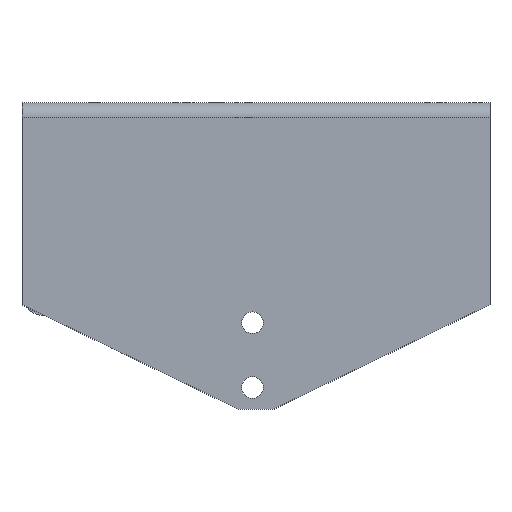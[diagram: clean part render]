
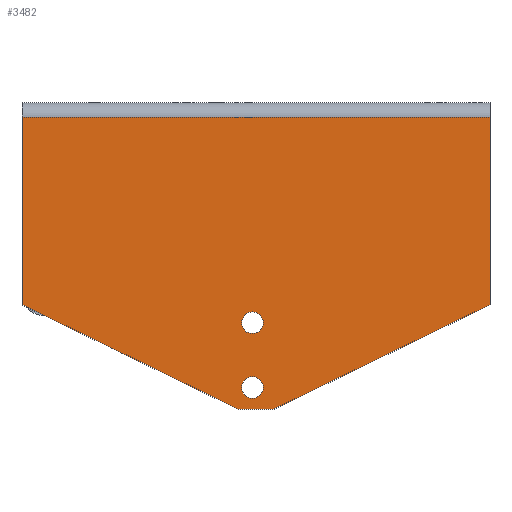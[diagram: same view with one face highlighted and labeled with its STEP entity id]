
A CAD part, front view. The second image highlights one B-rep face of the part: STEP entity #3482.
In plain terms, the highlighted planar face has unit normal (0, -1, 0).
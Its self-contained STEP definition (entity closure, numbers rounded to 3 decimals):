
#2681 = CYLINDRICAL_SURFACE('',#2682,4.);
#2682 = AXIS2_PLACEMENT_3D('',#2683,#2684,#2685);
#2683 = CARTESIAN_POINT('',(0.,85.,-1.));
#2684 = DIRECTION('',(1.,0.,0.));
#2685 = DIRECTION('',(0.,0.,1.));
#2831 = VERTEX_POINT('',#2832);
#2832 = CARTESIAN_POINT('',(0.,81.,-1.));
#2845 = PLANE('',#2846);
#2846 = AXIS2_PLACEMENT_3D('',#2847,#2848,#2849);
#2847 = CARTESIAN_POINT('',(0.,84.,1.927));
#2848 = DIRECTION('',(1.,0.,0.));
#2849 = DIRECTION('',(0.,0.,-1.));
#2922 = PLANE('',#2923);
#2923 = AXIS2_PLACEMENT_3D('',#2924,#2925,#2926);
#2924 = CARTESIAN_POINT('',(0.,84.,-53.073));
#2925 = DIRECTION('',(0.435,0.,0.9));
#2926 = DIRECTION('',(0.9,0.,-0.435)
  );
#2950 = PLANE('',#2951);
#2951 = AXIS2_PLACEMENT_3D('',#2952,#2953,#2954);
#2952 = CARTESIAN_POINT('',(60.,84.,-82.073));
#2953 = DIRECTION('',(0.,0.,1.));
#2954 = DIRECTION('',(1.,0.,0.));
#2978 = PLANE('',#2979);
#2979 = AXIS2_PLACEMENT_3D('',#2980,#2981,#2982);
#2980 = CARTESIAN_POINT('',(70.,84.,-82.073));
#2981 = DIRECTION('',(-0.435,0.,0.9)
  );
#2982 = DIRECTION('',(0.9,0.,0.435));
#3004 = PLANE('',#3005);
#3005 = AXIS2_PLACEMENT_3D('',#3006,#3007,#3008);
#3006 = CARTESIAN_POINT('',(130.,84.,-53.073));
#3007 = DIRECTION('',(-1.,0.,0.));
#3008 = DIRECTION('',(0.,0.,1.));
#3035 = CYLINDRICAL_SURFACE('',#3036,3.);
#3036 = AXIS2_PLACEMENT_3D('',#3037,#3038,#3039);
#3037 = CARTESIAN_POINT('',(64.,84.,-76.073));
#3038 = DIRECTION('',(-0.,1.,0.));
#3039 = DIRECTION('',(1.,0.,0.));
#3066 = CYLINDRICAL_SURFACE('',#3067,3.);
#3067 = AXIS2_PLACEMENT_3D('',#3068,#3069,#3070);
#3068 = CARTESIAN_POINT('',(64.,84.,-58.073));
#3069 = DIRECTION('',(-0.,1.,0.));
#3070 = DIRECTION('',(1.,0.,0.));
#3084 = VERTEX_POINT('',#3085);
#3085 = CARTESIAN_POINT('',(130.,81.,-1.));
#3131 = EDGE_CURVE('',#3084,#2831,#3132,.T.);
#3132 = SURFACE_CURVE('',#3133,(#3137,#3144),.PCURVE_S1.);
#3133 = LINE('',#3134,#3135);
#3134 = CARTESIAN_POINT('',(0.,81.,-1.));
#3135 = VECTOR('',#3136,1.);
#3136 = DIRECTION('',(-1.,-0.,-0.));
#3137 = PCURVE('',#2681,#3138);
#3138 = DEFINITIONAL_REPRESENTATION('',(#3139),#3143);
#3139 = LINE('',#3140,#3141);
#3140 = CARTESIAN_POINT('',(1.571,0.));
#3141 = VECTOR('',#3142,1.);
#3142 = DIRECTION('',(0.,-1.));
#3143 = ( GEOMETRIC_REPRESENTATION_CONTEXT(2) 
PARAMETRIC_REPRESENTATION_CONTEXT() REPRESENTATION_CONTEXT('2D SPACE',''
  ) );
#3144 = PCURVE('',#3145,#3150);
#3145 = PLANE('',#3146);
#3146 = AXIS2_PLACEMENT_3D('',#3147,#3148,#3149);
#3147 = CARTESIAN_POINT('',(62.23,81.,50.437));
#3148 = DIRECTION('',(0.,-1.,0.));
#3149 = DIRECTION('',(1.,0.,0.));
#3150 = DEFINITIONAL_REPRESENTATION('',(#3151),#3155);
#3151 = LINE('',#3152,#3153);
#3152 = CARTESIAN_POINT('',(-62.23,-51.437));
#3153 = VECTOR('',#3154,1.);
#3154 = DIRECTION('',(-1.,0.));
#3155 = ( GEOMETRIC_REPRESENTATION_CONTEXT(2) 
PARAMETRIC_REPRESENTATION_CONTEXT() REPRESENTATION_CONTEXT('2D SPACE',''
  ) );
#3165 = EDGE_CURVE('',#2831,#3166,#3168,.T.);
#3166 = VERTEX_POINT('',#3167);
#3167 = CARTESIAN_POINT('',(0.,81.,-53.073));
#3168 = SURFACE_CURVE('',#3169,(#3173,#3180),.PCURVE_S1.);
#3169 = LINE('',#3170,#3171);
#3170 = CARTESIAN_POINT('',(0.,81.,1.927));
#3171 = VECTOR('',#3172,1.);
#3172 = DIRECTION('',(0.,0.,-1.));
#3173 = PCURVE('',#2845,#3174);
#3174 = DEFINITIONAL_REPRESENTATION('',(#3175),#3179);
#3175 = LINE('',#3176,#3177);
#3176 = CARTESIAN_POINT('',(0.,-3.));
#3177 = VECTOR('',#3178,1.);
#3178 = DIRECTION('',(1.,0.));
#3179 = ( GEOMETRIC_REPRESENTATION_CONTEXT(2) 
PARAMETRIC_REPRESENTATION_CONTEXT() REPRESENTATION_CONTEXT('2D SPACE',''
  ) );
#3180 = PCURVE('',#3145,#3181);
#3181 = DEFINITIONAL_REPRESENTATION('',(#3182),#3186);
#3182 = LINE('',#3183,#3184);
#3183 = CARTESIAN_POINT('',(-62.23,-48.51));
#3184 = VECTOR('',#3185,1.);
#3185 = DIRECTION('',(0.,-1.));
#3186 = ( GEOMETRIC_REPRESENTATION_CONTEXT(2) 
PARAMETRIC_REPRESENTATION_CONTEXT() REPRESENTATION_CONTEXT('2D SPACE',''
  ) );
#3214 = VERTEX_POINT('',#3215);
#3215 = CARTESIAN_POINT('',(130.,81.,-53.073));
#3236 = EDGE_CURVE('',#3214,#3084,#3237,.T.);
#3237 = SURFACE_CURVE('',#3238,(#3242,#3249),.PCURVE_S1.);
#3238 = LINE('',#3239,#3240);
#3239 = CARTESIAN_POINT('',(130.,81.,-53.073));
#3240 = VECTOR('',#3241,1.);
#3241 = DIRECTION('',(0.,0.,1.));
#3242 = PCURVE('',#3004,#3243);
#3243 = DEFINITIONAL_REPRESENTATION('',(#3244),#3248);
#3244 = LINE('',#3245,#3246);
#3245 = CARTESIAN_POINT('',(0.,-3.));
#3246 = VECTOR('',#3247,1.);
#3247 = DIRECTION('',(1.,0.));
#3248 = ( GEOMETRIC_REPRESENTATION_CONTEXT(2) 
PARAMETRIC_REPRESENTATION_CONTEXT() REPRESENTATION_CONTEXT('2D SPACE',''
  ) );
#3249 = PCURVE('',#3145,#3250);
#3250 = DEFINITIONAL_REPRESENTATION('',(#3251),#3255);
#3251 = LINE('',#3252,#3253);
#3252 = CARTESIAN_POINT('',(67.77,-103.51));
#3253 = VECTOR('',#3254,1.);
#3254 = DIRECTION('',(0.,1.));
#3255 = ( GEOMETRIC_REPRESENTATION_CONTEXT(2) 
PARAMETRIC_REPRESENTATION_CONTEXT() REPRESENTATION_CONTEXT('2D SPACE',''
  ) );
#3262 = VERTEX_POINT('',#3263);
#3263 = CARTESIAN_POINT('',(70.,81.,-82.073));
#3284 = EDGE_CURVE('',#3262,#3214,#3285,.T.);
#3285 = SURFACE_CURVE('',#3286,(#3290,#3297),.PCURVE_S1.);
#3286 = LINE('',#3287,#3288);
#3287 = CARTESIAN_POINT('',(70.,81.,-82.073));
#3288 = VECTOR('',#3289,1.);
#3289 = DIRECTION('',(0.9,0.,0.435));
#3290 = PCURVE('',#2978,#3291);
#3291 = DEFINITIONAL_REPRESENTATION('',(#3292),#3296);
#3292 = LINE('',#3293,#3294);
#3293 = CARTESIAN_POINT('',(0.,-3.));
#3294 = VECTOR('',#3295,1.);
#3295 = DIRECTION('',(1.,0.));
#3296 = ( GEOMETRIC_REPRESENTATION_CONTEXT(2) 
PARAMETRIC_REPRESENTATION_CONTEXT() REPRESENTATION_CONTEXT('2D SPACE',''
  ) );
#3297 = PCURVE('',#3145,#3298);
#3298 = DEFINITIONAL_REPRESENTATION('',(#3299),#3303);
#3299 = LINE('',#3300,#3301);
#3300 = CARTESIAN_POINT('',(7.77,-132.51));
#3301 = VECTOR('',#3302,1.);
#3302 = DIRECTION('',(0.9,0.435));
#3303 = ( GEOMETRIC_REPRESENTATION_CONTEXT(2) 
PARAMETRIC_REPRESENTATION_CONTEXT() REPRESENTATION_CONTEXT('2D SPACE',''
  ) );
#3311 = VERTEX_POINT('',#3312);
#3312 = CARTESIAN_POINT('',(60.,81.,-82.073));
#3333 = EDGE_CURVE('',#3311,#3262,#3334,.T.);
#3334 = SURFACE_CURVE('',#3335,(#3339,#3346),.PCURVE_S1.);
#3335 = LINE('',#3336,#3337);
#3336 = CARTESIAN_POINT('',(60.,81.,-82.073));
#3337 = VECTOR('',#3338,1.);
#3338 = DIRECTION('',(1.,0.,0.));
#3339 = PCURVE('',#2950,#3340);
#3340 = DEFINITIONAL_REPRESENTATION('',(#3341),#3345);
#3341 = LINE('',#3342,#3343);
#3342 = CARTESIAN_POINT('',(0.,-3.));
#3343 = VECTOR('',#3344,1.);
#3344 = DIRECTION('',(1.,0.));
#3345 = ( GEOMETRIC_REPRESENTATION_CONTEXT(2) 
PARAMETRIC_REPRESENTATION_CONTEXT() REPRESENTATION_CONTEXT('2D SPACE',''
  ) );
#3346 = PCURVE('',#3145,#3347);
#3347 = DEFINITIONAL_REPRESENTATION('',(#3348),#3352);
#3348 = LINE('',#3349,#3350);
#3349 = CARTESIAN_POINT('',(-2.23,-132.51));
#3350 = VECTOR('',#3351,1.);
#3351 = DIRECTION('',(1.,0.));
#3352 = ( GEOMETRIC_REPRESENTATION_CONTEXT(2) 
PARAMETRIC_REPRESENTATION_CONTEXT() REPRESENTATION_CONTEXT('2D SPACE',''
  ) );
#3360 = EDGE_CURVE('',#3166,#3311,#3361,.T.);
#3361 = SURFACE_CURVE('',#3362,(#3366,#3373),.PCURVE_S1.);
#3362 = LINE('',#3363,#3364);
#3363 = CARTESIAN_POINT('',(0.,81.,-53.073));
#3364 = VECTOR('',#3365,1.);
#3365 = DIRECTION('',(0.9,0.,-0.435)
  );
#3366 = PCURVE('',#2922,#3367);
#3367 = DEFINITIONAL_REPRESENTATION('',(#3368),#3372);
#3368 = LINE('',#3369,#3370);
#3369 = CARTESIAN_POINT('',(0.,-3.));
#3370 = VECTOR('',#3371,1.);
#3371 = DIRECTION('',(1.,0.));
#3372 = ( GEOMETRIC_REPRESENTATION_CONTEXT(2) 
PARAMETRIC_REPRESENTATION_CONTEXT() REPRESENTATION_CONTEXT('2D SPACE',''
  ) );
#3373 = PCURVE('',#3145,#3374);
#3374 = DEFINITIONAL_REPRESENTATION('',(#3375),#3379);
#3375 = LINE('',#3376,#3377);
#3376 = CARTESIAN_POINT('',(-62.23,-103.51));
#3377 = VECTOR('',#3378,1.);
#3378 = DIRECTION('',(0.9,-0.435));
#3379 = ( GEOMETRIC_REPRESENTATION_CONTEXT(2) 
PARAMETRIC_REPRESENTATION_CONTEXT() REPRESENTATION_CONTEXT('2D SPACE',''
  ) );
#3387 = VERTEX_POINT('',#3388);
#3388 = CARTESIAN_POINT('',(67.,81.,-76.073));
#3409 = EDGE_CURVE('',#3387,#3387,#3410,.T.);
#3410 = SURFACE_CURVE('',#3411,(#3416,#3423),.PCURVE_S1.);
#3411 = CIRCLE('',#3412,3.);
#3412 = AXIS2_PLACEMENT_3D('',#3413,#3414,#3415);
#3413 = CARTESIAN_POINT('',(64.,81.,-76.073));
#3414 = DIRECTION('',(0.,-1.,0.));
#3415 = DIRECTION('',(1.,0.,0.));
#3416 = PCURVE('',#3035,#3417);
#3417 = DEFINITIONAL_REPRESENTATION('',(#3418),#3422);
#3418 = LINE('',#3419,#3420);
#3419 = CARTESIAN_POINT('',(-0.,-3.));
#3420 = VECTOR('',#3421,1.);
#3421 = DIRECTION('',(-1.,0.));
#3422 = ( GEOMETRIC_REPRESENTATION_CONTEXT(2) 
PARAMETRIC_REPRESENTATION_CONTEXT() REPRESENTATION_CONTEXT('2D SPACE',''
  ) );
#3423 = PCURVE('',#3145,#3424);
#3424 = DEFINITIONAL_REPRESENTATION('',(#3425),#3429);
#3425 = CIRCLE('',#3426,3.);
#3426 = AXIS2_PLACEMENT_2D('',#3427,#3428);
#3427 = CARTESIAN_POINT('',(1.77,-126.51));
#3428 = DIRECTION('',(1.,0.));
#3429 = ( GEOMETRIC_REPRESENTATION_CONTEXT(2) 
PARAMETRIC_REPRESENTATION_CONTEXT() REPRESENTATION_CONTEXT('2D SPACE',''
  ) );
#3437 = VERTEX_POINT('',#3438);
#3438 = CARTESIAN_POINT('',(67.,81.,-58.073));
#3459 = EDGE_CURVE('',#3437,#3437,#3460,.T.);
#3460 = SURFACE_CURVE('',#3461,(#3466,#3473),.PCURVE_S1.);
#3461 = CIRCLE('',#3462,3.);
#3462 = AXIS2_PLACEMENT_3D('',#3463,#3464,#3465);
#3463 = CARTESIAN_POINT('',(64.,81.,-58.073));
#3464 = DIRECTION('',(0.,-1.,0.));
#3465 = DIRECTION('',(1.,0.,0.));
#3466 = PCURVE('',#3066,#3467);
#3467 = DEFINITIONAL_REPRESENTATION('',(#3468),#3472);
#3468 = LINE('',#3469,#3470);
#3469 = CARTESIAN_POINT('',(-0.,-3.));
#3470 = VECTOR('',#3471,1.);
#3471 = DIRECTION('',(-1.,0.));
#3472 = ( GEOMETRIC_REPRESENTATION_CONTEXT(2) 
PARAMETRIC_REPRESENTATION_CONTEXT() REPRESENTATION_CONTEXT('2D SPACE',''
  ) );
#3473 = PCURVE('',#3145,#3474);
#3474 = DEFINITIONAL_REPRESENTATION('',(#3475),#3479);
#3475 = CIRCLE('',#3476,3.);
#3476 = AXIS2_PLACEMENT_2D('',#3477,#3478);
#3477 = CARTESIAN_POINT('',(1.77,-108.51));
#3478 = DIRECTION('',(1.,0.));
#3479 = ( GEOMETRIC_REPRESENTATION_CONTEXT(2) 
PARAMETRIC_REPRESENTATION_CONTEXT() REPRESENTATION_CONTEXT('2D SPACE',''
  ) );
#3482 = ADVANCED_FACE('',(#3483,#3491,#3494),#3145,.T.);
#3483 = FACE_BOUND('',#3484,.T.);
#3484 = EDGE_LOOP('',(#3485,#3486,#3487,#3488,#3489,#3490));
#3485 = ORIENTED_EDGE('',*,*,#3131,.T.);
#3486 = ORIENTED_EDGE('',*,*,#3165,.T.);
#3487 = ORIENTED_EDGE('',*,*,#3360,.T.);
#3488 = ORIENTED_EDGE('',*,*,#3333,.T.);
#3489 = ORIENTED_EDGE('',*,*,#3284,.T.);
#3490 = ORIENTED_EDGE('',*,*,#3236,.T.);
#3491 = FACE_BOUND('',#3492,.T.);
#3492 = EDGE_LOOP('',(#3493));
#3493 = ORIENTED_EDGE('',*,*,#3409,.F.);
#3494 = FACE_BOUND('',#3495,.T.);
#3495 = EDGE_LOOP('',(#3496));
#3496 = ORIENTED_EDGE('',*,*,#3459,.F.);
